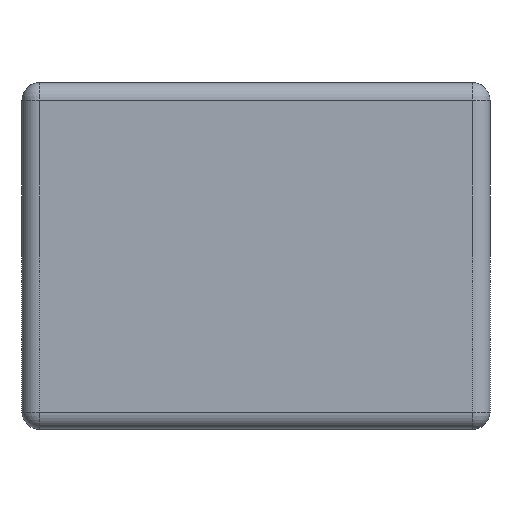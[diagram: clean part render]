
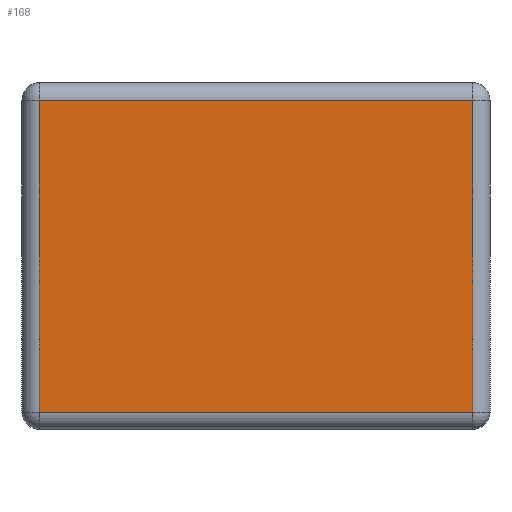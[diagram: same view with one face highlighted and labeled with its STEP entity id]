
A CAD part, left-side view. The second image highlights one B-rep face of the part: STEP entity #168.
In plain terms, the highlighted planar face has unit normal (-1, 0, 0).
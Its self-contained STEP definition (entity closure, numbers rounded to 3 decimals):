
#110=CARTESIAN_POINT('',(-1.6,-1.25,1.9));
#111=VERTEX_POINT('',#110);
#119=CARTESIAN_POINT('',(-1.6,-1.25,0.1));
#120=VERTEX_POINT('',#119);
#121=CARTESIAN_POINT('',(-1.6,-1.25,1.9));
#122=DIRECTION('',(0.0,0.0,-1.0));
#123=VECTOR('',#122,1.8);
#124=LINE('',#121,#123);
#125=EDGE_CURVE('',#111,#120,#124,.T.);
#138=CARTESIAN_POINT('',(-1.6,-1.35,0.0));
#139=DIRECTION('',(-1.0,0.0,0.0));
#140=DIRECTION('',(0.0,0.0,1.0));
#141=AXIS2_PLACEMENT_3D('',#138,#139,#140);
#142=PLANE('',#141);
#143=CARTESIAN_POINT('',(-1.6,1.25,1.9));
#144=VERTEX_POINT('',#143);
#145=CARTESIAN_POINT('',(-1.6,1.25,1.9));
#146=DIRECTION('',(0.0,-1.0,0.0));
#147=VECTOR('',#146,2.5);
#148=LINE('',#145,#147);
#149=EDGE_CURVE('',#144,#111,#148,.T.);
#150=ORIENTED_EDGE('',*,*,#149,.F.);
#151=CARTESIAN_POINT('',(-1.6,1.25,0.1));
#152=VERTEX_POINT('',#151);
#153=CARTESIAN_POINT('',(-1.6,1.25,0.1));
#154=DIRECTION('',(0.0,0.0,1.0));
#155=VECTOR('',#154,1.8);
#156=LINE('',#153,#155);
#157=EDGE_CURVE('',#152,#144,#156,.T.);
#158=ORIENTED_EDGE('',*,*,#157,.F.);
#159=CARTESIAN_POINT('',(-1.6,-1.25,0.1));
#160=DIRECTION('',(0.0,1.0,0.0));
#161=VECTOR('',#160,2.5);
#162=LINE('',#159,#161);
#163=EDGE_CURVE('',#120,#152,#162,.T.);
#164=ORIENTED_EDGE('',*,*,#163,.F.);
#165=ORIENTED_EDGE('',*,*,#125,.F.);
#166=EDGE_LOOP('',(#150,#158,#164,#165));
#167=FACE_OUTER_BOUND('',#166,.T.);
#168=ADVANCED_FACE('',(#167),#142,.T.);
